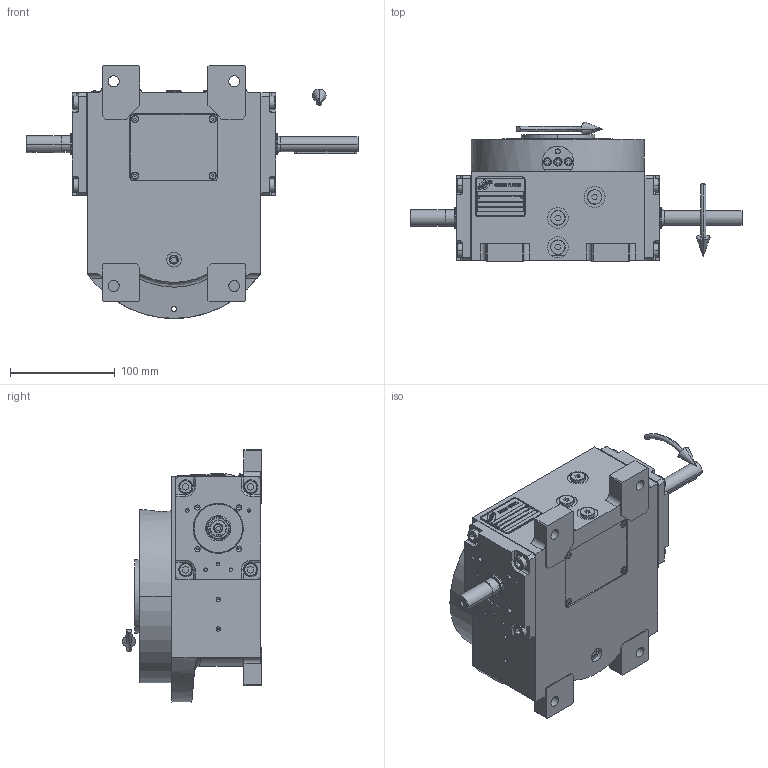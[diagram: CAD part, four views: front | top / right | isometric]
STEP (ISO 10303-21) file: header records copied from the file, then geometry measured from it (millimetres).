
FILE_DESCRIPTION (( 'STEP AP214' ), '1' );
FILE_NAME ('PC5200335.step', '2024-06-17T11:20:15', ( '' ), ( '' ), 'SwSTEP 2.0', 'SolidWorks 2020', '' );
FILE_SCHEMA (( 'AUTOMOTIVE_DESIGN' ));
Length unit declared in the file: millimetre
Products named in the file (70): cfn2155_01_055; cfn2151_01_087; cfn2003_01_063; AS_rig04_015; rig04_003_6; cfn2070_05_001; cfn2128_04_011; cfn2476_01_001_48x38; cfn2151_01_092; AS_rig04_004; cfn2107_01_001; cfn2000_01_147; AS_cfn2476_01_001_48x38; cfn2000_01_129; CFN2203_02_001.stp; CFN2000_01_185.stp; PC5200335; AS_900_38_30_003; RIG06_021_AF0.stp; rig04_002_bl_009; AS_rig04_002_bl_009; CFN2010_02_002.stp; rig04_007_master; 900_38_30_003; rig04_001_a_s_011; cfn2000_01_161; rig04_015; cfn2115_02_188; CFN2155_01_007.stp; rig04_071_6_m.stp; freccia_angolare_albero; cfn2128_05_006; AS_rig04_071_6_m; RIG04_005_AF0.stp; cfn2077_01_018; CFN2010_01_006.stp; RIG04_005_ASM.stp; rig04_004; cfn2115_02_213; cfn2276_01_065 ...
Assembly tree (61 placements, depth 5):
  cfn2151_01_087
  cfn2151_01_092
  CFN2203_02_001.stp
  PC5200335
    rig04_001_a_s_011
    AS_cfn2476_01_001_48x38
      cfn2476_01_001_48x38
      cfn2107_01_001
      cfn2107_01_001
    AS_rig04_071_6_m
      rig04_071_6_m.stp
        RIG04_005_ASM.stp
          RIG04_005_AF0.stp
          RIG06_021_AF0.stp
          CFN2000_01_185.stp
          CFN2000_01_185.stp
          CFN2104_02_017.stp
        CFN2155_01_007.stp
        CFN2010_02_002.stp
      rig04_003_6
      cfn2000_01_147
      cfn2000_01_147
      cfn2000_01_147
      cfn2000_01_147
      cfn2000_01_147
      cfn2000_01_147
      cfn2000_01_147
      cfn2000_01_147
      cfn2104_01_016  x2
    cfn2073_01_011
    AS_rig04_004
      rig04_004
      cfn2155_01_055
      cfn2070_05_001
      cfn2000_01_129  x2
      cfn2000_01_129
      cfn2000_01_129
    AS_rig04_004
      rig04_004
      cfn2155_01_055
      cfn2070_05_001
      cfn2000_01_129  x2
      cfn2000_01_129
      cfn2000_01_129
    AS_rig04_002_bl_009
      rig04_002_bl_009
      cfn2115_02_188
    cfn2128_04_011
    cfn2128_04_011
    cfn2128_04_011
    cfn2128_05_006
    AS_rig04_015
      rig04_015
      cfn2003_01_063
      cfn2003_01_063
      cfn2003_01_063
      cfn2003_01_063
    freccia_angolare_albero
    freccia_angolare
    AS_900_38_30_003
Bounding box: 316.5 x 133 x 241 mm (x, y, z)
Volume: 1250876.8 mm3; surface area: 396355.8 mm2
Topology: 65 solids, 65 shells, 1937 faces, 4727 edges, 3014 vertices
Faces by surface type: plane 1002, cylinder 591, cone 323, torus 14, sphere 6, bspline 1
Entity records: 59404 total; most frequent: CARTESIAN_POINT 12142, DIRECTION 9406, ORIENTED_EDGE 8990, EDGE_CURVE 4495, AXIS2_PLACEMENT_3D 3215, LINE 2976, VECTOR 2976, VERTEX_POINT 2922
